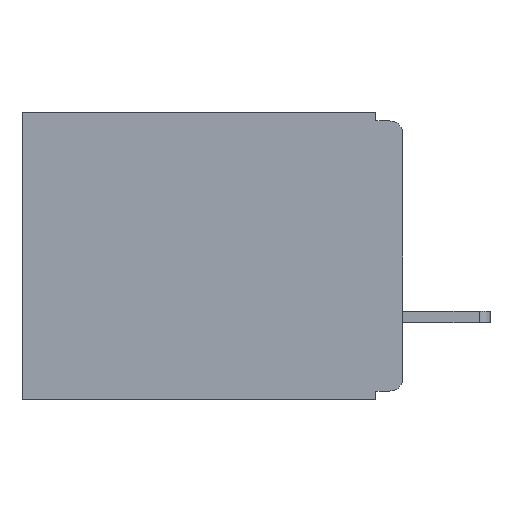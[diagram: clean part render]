
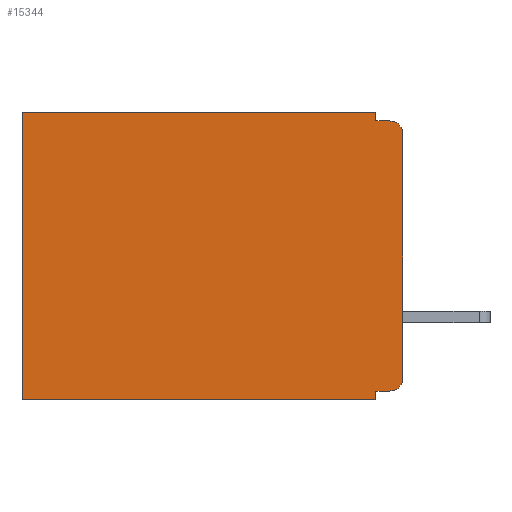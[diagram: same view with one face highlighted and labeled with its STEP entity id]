
A CAD part, left-side view. The second image highlights one B-rep face of the part: STEP entity #15344.
In plain terms, the highlighted planar face has unit normal (-1, 0, 0).
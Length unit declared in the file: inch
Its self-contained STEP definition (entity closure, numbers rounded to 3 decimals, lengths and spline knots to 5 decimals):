
#125 = ORIENTED_EDGE ( 'NONE', *, *, #15761, .F. ) ;
#260 = VECTOR ( 'NONE', #24515, 39.37008 ) ;
#263 = VERTEX_POINT ( 'NONE', #25858 ) ;
#571 = LINE ( 'NONE', #11799, #23394 ) ;
#608 = CARTESIAN_POINT ( 'NONE',  ( 0.3, 0.031, 0. ) ) ;
#1666 = VERTEX_POINT ( 'NONE', #21720 ) ;
#1715 = CARTESIAN_POINT ( 'NONE',  ( 0.3, 0.031, -0.33 ) ) ;
#2214 = ORIENTED_EDGE ( 'NONE', *, *, #22268, .T. ) ;
#2576 = DIRECTION ( 'NONE',  ( 0., -1., 0. ) ) ;
#3374 = AXIS2_PLACEMENT_3D ( 'NONE', #8627, #24512, #10921 ) ;
#4697 = PLANE ( 'NONE',  #28372 ) ;
#5042 = CIRCLE ( 'NONE', #16344, 0.015 ) ;
#5135 = CARTESIAN_POINT ( 'NONE',  ( 0.3, 0., 0. ) ) ;
#5274 = VECTOR ( 'NONE', #18092, 39.37008 ) ;
#5566 = CARTESIAN_POINT ( 'NONE',  ( 0.3, 0., -0.305 ) ) ;
#5866 = CARTESIAN_POINT ( 'NONE',  ( 0.3, 0.031, 0. ) ) ;
#6090 = VECTOR ( 'NONE', #10952, 39.37008 ) ;
#6102 = VERTEX_POINT ( 'NONE', #10419 ) ;
#6237 = DIRECTION ( 'NONE',  ( 0., 1., 0. ) ) ;
#7020 = CARTESIAN_POINT ( 'NONE',  ( 0.3, 0., -0.33 ) ) ;
#7172 = EDGE_CURVE ( 'NONE', #12265, #19379, #20634, .T. ) ;
#8627 = CARTESIAN_POINT ( 'NONE',  ( 0.3, 0.015, -0.025 ) ) ;
#8872 = VERTEX_POINT ( 'NONE', #12755 ) ;
#8996 = LINE ( 'NONE', #19982, #9710 ) ;
#9346 = DIRECTION ( 'NONE',  ( 0., 0., -1. ) ) ;
#9498 = LINE ( 'NONE', #5135, #14839 ) ;
#9710 = VECTOR ( 'NONE', #6237, 39.37008 ) ;
#10419 = CARTESIAN_POINT ( 'NONE',  ( 0.3, 0.015, -0.01 ) ) ;
#10921 = DIRECTION ( 'NONE',  ( 0., 0., -1. ) ) ;
#10952 = DIRECTION ( 'NONE',  ( 0., 1., 0. ) ) ;
#11335 = CARTESIAN_POINT ( 'NONE',  ( 0.3, 0.015, -0.305 ) ) ;
#11799 = CARTESIAN_POINT ( 'NONE',  ( 0.3, 0., -0.01 ) ) ;
#12242 = ORIENTED_EDGE ( 'NONE', *, *, #19922, .T. ) ;
#12265 = VERTEX_POINT ( 'NONE', #21490 ) ;
#12755 = CARTESIAN_POINT ( 'NONE',  ( 0.3, 0.437, -0.33 ) ) ;
#13639 = DIRECTION ( 'NONE',  ( 0., 0., -1. ) ) ;
#13723 = CARTESIAN_POINT ( 'NONE',  ( 0.3, 0., -0.33 ) ) ;
#14359 = FACE_OUTER_BOUND ( 'NONE', #23632, .T. ) ;
#14735 = ORIENTED_EDGE ( 'NONE', *, *, #7172, .F. ) ;
#14839 = VECTOR ( 'NONE', #16671, 39.37008 ) ;
#15266 = EDGE_CURVE ( 'NONE', #22112, #19379, #5042, .T. ) ;
#15344 = ADVANCED_FACE ( 'NONE', ( #14359 ), #4697, .F. ) ;
#15761 = EDGE_CURVE ( 'NONE', #22112, #263, #8996, .T. ) ;
#16269 = CIRCLE ( 'NONE', #3374, 0.015 ) ;
#16344 = AXIS2_PLACEMENT_3D ( 'NONE', #11335, #27162, #13639 ) ;
#16671 = DIRECTION ( 'NONE',  ( 0., 1., 0. ) ) ;
#16706 = CARTESIAN_POINT ( 'NONE',  ( 0.3, 0.437, 0. ) ) ;
#16765 = EDGE_CURVE ( 'NONE', #23806, #23152, #22825, .T. ) ;
#17473 = LINE ( 'NONE', #27002, #5274 ) ;
#17608 = ORIENTED_EDGE ( 'NONE', *, *, #16765, .F. ) ;
#18092 = DIRECTION ( 'NONE',  ( 0., 0., -1. ) ) ;
#18307 = LINE ( 'NONE', #22310, #6090 ) ;
#18520 = LINE ( 'NONE', #1715, #260 ) ;
#18933 = EDGE_CURVE ( 'NONE', #263, #1666, #18520, .T. ) ;
#18937 = DIRECTION ( 'NONE',  ( 0., 0., -1. ) ) ;
#19150 = CARTESIAN_POINT ( 'NONE',  ( 0.3, 0.031, -0.01 ) ) ;
#19247 = DIRECTION ( 'NONE',  ( 0., 0., -1. ) ) ;
#19289 = VERTEX_POINT ( 'NONE', #16706 ) ;
#19379 = VERTEX_POINT ( 'NONE', #5566 ) ;
#19922 = EDGE_CURVE ( 'NONE', #23806, #19289, #9498, .T. ) ;
#19982 = CARTESIAN_POINT ( 'NONE',  ( 0.3, 0., -0.32 ) ) ;
#20634 = LINE ( 'NONE', #13723, #26519 ) ;
#21490 = CARTESIAN_POINT ( 'NONE',  ( 0.3, 0., -0.025 ) ) ;
#21720 = CARTESIAN_POINT ( 'NONE',  ( 0.3, 0.031, -0.33 ) ) ;
#22112 = VERTEX_POINT ( 'NONE', #24180 ) ;
#22227 = ORIENTED_EDGE ( 'NONE', *, *, #27510, .T. ) ;
#22268 = EDGE_CURVE ( 'NONE', #19289, #8872, #17473, .T. ) ;
#22310 = CARTESIAN_POINT ( 'NONE',  ( 0.3, 0., -0.33 ) ) ;
#22825 = LINE ( 'NONE', #608, #28022 ) ;
#22977 = DIRECTION ( 'NONE',  ( 1., 0., 0. ) ) ;
#23152 = VERTEX_POINT ( 'NONE', #19150 ) ;
#23394 = VECTOR ( 'NONE', #2576, 39.37008 ) ;
#23547 = EDGE_CURVE ( 'NONE', #23152, #6102, #571, .T. ) ;
#23632 = EDGE_LOOP ( 'NONE', ( #14735, #22227, #28116, #17608, #12242, #2214, #27102, #28146, #125, #24340 ) ) ;
#23806 = VERTEX_POINT ( 'NONE', #5866 ) ;
#24180 = CARTESIAN_POINT ( 'NONE',  ( 0.3, 0.015, -0.32 ) ) ;
#24340 = ORIENTED_EDGE ( 'NONE', *, *, #15266, .T. ) ;
#24512 = DIRECTION ( 'NONE',  ( -1., 0., 0. ) ) ;
#24515 = DIRECTION ( 'NONE',  ( 0., 0., -1. ) ) ;
#25858 = CARTESIAN_POINT ( 'NONE',  ( 0.3, 0.031, -0.32 ) ) ;
#26519 = VECTOR ( 'NONE', #19247, 39.37008 ) ;
#26924 = EDGE_CURVE ( 'NONE', #1666, #8872, #18307, .T. ) ;
#27002 = CARTESIAN_POINT ( 'NONE',  ( 0.3, 0.437, -0.33 ) ) ;
#27102 = ORIENTED_EDGE ( 'NONE', *, *, #26924, .F. ) ;
#27162 = DIRECTION ( 'NONE',  ( -1., 0., 0. ) ) ;
#27510 = EDGE_CURVE ( 'NONE', #12265, #6102, #16269, .T. ) ;
#28022 = VECTOR ( 'NONE', #18937, 39.37008 ) ;
#28116 = ORIENTED_EDGE ( 'NONE', *, *, #23547, .F. ) ;
#28146 = ORIENTED_EDGE ( 'NONE', *, *, #18933, .F. ) ;
#28372 = AXIS2_PLACEMENT_3D ( 'NONE', #7020, #22977, #9346 ) ;
